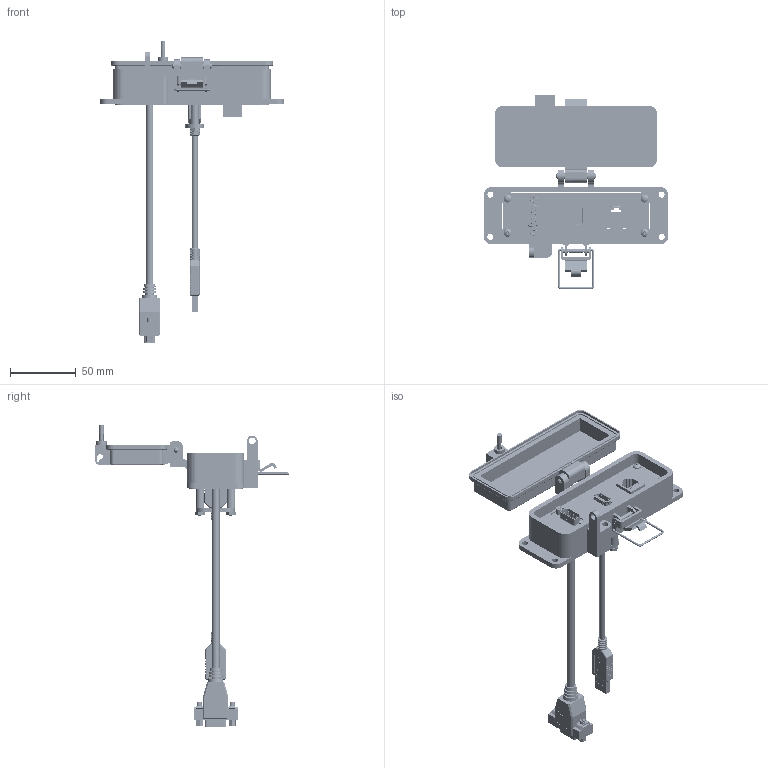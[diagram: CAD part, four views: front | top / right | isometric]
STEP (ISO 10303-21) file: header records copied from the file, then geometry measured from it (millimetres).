
FILE_DESCRIPTION (( 'STEP AP203' ), '1' );
FILE_NAME ('P-P1P11R2-H3RX-CXXX_3D.STEP', '2022-03-24T16:37:53', ( '' ), ( '' ), 'SwSTEP 2.0', 'SolidWorks 2021', '' );
FILE_SCHEMA (( 'CONFIG_CONTROL_DESIGN' ));
Length unit declared in the file: millimetre
Products named in the file (19): P1; P-P1P11R2-H3RX-CXXX_TP120_1; R2; P-P1P11R2-H3RX-CXXX_TP060_1; P-P1P11R2-H3RX-CXXX_FP060_1; Z-002-4401_4HN_90675A005; P11; Z-000-440112FH_90273A119; Z-H-H3_B; Z-300-RJ45CAT5; 92005A124_METRIC PAN HEAD PHILLIPS MACHINE SCREW_92005A124; Z-001-SPR_1-1_4; Z-020-3047; Z-000-4243316TFP; Z-000-440316 NUT_95130A110; P-P1P11R2-H3RX-CXXX_BP180_1; P-P1P11R2-H3RX-CXXX_3D; Z-000-440316 JACK SCREW_92710A212; -H3
Assembly tree (28 placements, depth 3):
  P-P1P11R2-H3RX-CXXX_3D
    -H3
      Z-H-H3_B
    P-P1P11R2-H3RX-CXXX_BP180_1
    P-P1P11R2-H3RX-CXXX_TP060_1
    P-P1P11R2-H3RX-CXXX_TP120_1
    P-P1P11R2-H3RX-CXXX_FP060_1
    Z-000-4243316TFP  x3
    P11
      Z-020-3047
    Z-000-440112FH_90273A119  x2
    Z-001-SPR_1-1_4  x2
    Z-002-4401_4HN_90675A005  x2
    P1
    Z-000-440316 JACK SCREW_92710A212  x2
    Z-000-440316 NUT_95130A110  x2
    R2
      Z-300-RJ45CAT5
    92005A124_METRIC PAN HEAD PHILLIPS MACHINE SCREW_92005A124  x4
Bounding box: 140 x 147.61 x 229.8 mm (x, y, z)
Volume: 129286 mm3; surface area: 102108.4 mm2
Topology: 50 solids, 50 shells, 4279 faces, 11887 edges, 7763 vertices
Faces by surface type: cylinder 1972, plane 1630, bspline 396, cone 245, torus 28, sphere 8
Entity records: 125657 total; most frequent: CARTESIAN_POINT 48627, ORIENTED_EDGE 16928, DIRECTION 13941, EDGE_CURVE 8464, VERTEX_POINT 5545, LINE 4875, VECTOR 4875, AXIS2_PLACEMENT_3D 4533
